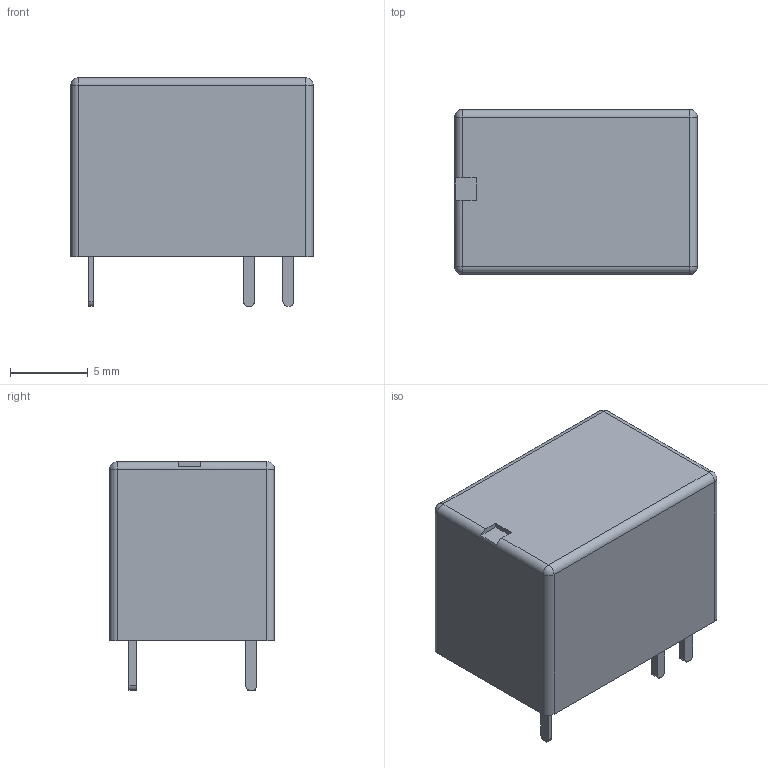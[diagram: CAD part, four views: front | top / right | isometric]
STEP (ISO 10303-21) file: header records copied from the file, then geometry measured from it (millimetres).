
FILE_DESCRIPTION (( 'STEP AP214' ), '1' );
FILE_NAME ('RELAY-TH_HRS1KH-S-DCXXX.step', '2022-07-09T13:35:36', ( '' ), ( '' ), 'SwSTEP 2.0', 'SolidWorks 2020', '' );
FILE_SCHEMA (( 'AUTOMOTIVE_DESIGN' ));
Length unit declared in the file: millimetre
Products named in the file (1): RELAY-TH_HRS1KH-S-DCXXX
Bounding box: 15.6 x 10.61 x 14.7 mm (x, y, z)
Volume: 1901 mm3; surface area: 949.6 mm2
Topology: 1 solids, 1 shells, 340 faces, 913 edges, 602 vertices
Faces by surface type: plane 206, bspline 112, cylinder 18, sphere 4
Entity records: 14469 total; most frequent: CARTESIAN_POINT 3956, ORIENTED_EDGE 1818, DIRECTION 1177, EDGE_CURVE 909, VECTOR 643, LINE 643, VERTEX_POINT 602, EDGE_LOOP 371
